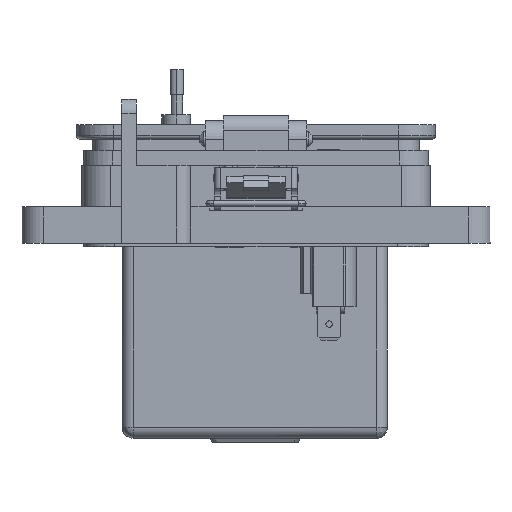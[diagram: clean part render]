
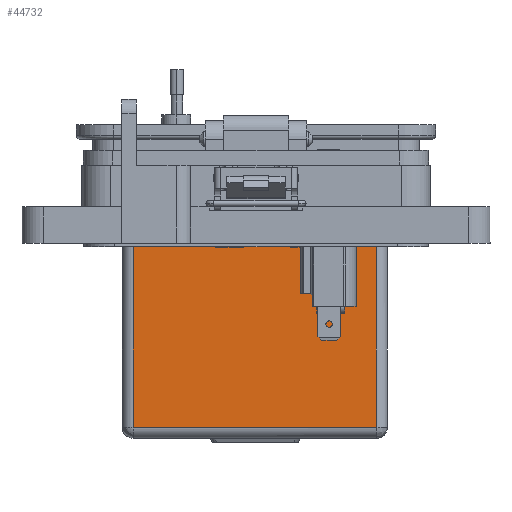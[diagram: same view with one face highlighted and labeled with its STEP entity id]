
A CAD part, front view. The second image highlights one B-rep face of the part: STEP entity #44732.
In plain terms, the highlighted planar face has unit normal (0, -1, 0).
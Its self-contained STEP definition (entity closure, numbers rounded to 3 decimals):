
#2519 = CARTESIAN_POINT ( 'NONE',  ( -5.093, -45.612, -65.552 ) ) ;
#3397 = VECTOR ( 'NONE', #5629, 1000. ) ;
#4846 = CARTESIAN_POINT ( 'NONE',  ( -72.146, -45.612, -65.552 ) ) ;
#5049 = VERTEX_POINT ( 'NONE', #28435 ) ;
#5629 = DIRECTION ( 'NONE',  ( -1., 0., 0. ) ) ;
#6133 = VERTEX_POINT ( 'NONE', #48977 ) ;
#8102 = EDGE_CURVE ( 'NONE', #5049, #17231, #28972, .T. ) ;
#8196 = LINE ( 'NONE', #4846, #60915 ) ;
#11502 = VECTOR ( 'NONE', #27092, 1000. ) ;
#12628 = ORIENTED_EDGE ( 'NONE', *, *, #21502, .F. ) ;
#15491 = LINE ( 'NONE', #28745, #25836 ) ;
#17231 = VERTEX_POINT ( 'NONE', #48947 ) ;
#17944 = DIRECTION ( 'NONE',  ( 0., -1., 0. ) ) ;
#21502 = EDGE_CURVE ( 'NONE', #5049, #26213, #25086, .T. ) ;
#24912 = CARTESIAN_POINT ( 'NONE',  ( -5.093, -45.612, -62.522 ) ) ;
#25086 = LINE ( 'NONE', #57703, #11502 ) ;
#25836 = VECTOR ( 'NONE', #54257, 1000. ) ;
#26213 = VERTEX_POINT ( 'NONE', #24912 ) ;
#27092 = DIRECTION ( 'NONE',  ( 0., 0., -1. ) ) ;
#28435 = CARTESIAN_POINT ( 'NONE',  ( -5.093, -45.612, -12.212 ) ) ;
#28745 = CARTESIAN_POINT ( 'NONE',  ( -21.856, -45.612, -62.522 ) ) ;
#28972 = LINE ( 'NONE', #36199, #3397 ) ;
#31439 = EDGE_LOOP ( 'NONE', ( #58249, #38617, #39374, #12628 ) ) ;
#36199 = CARTESIAN_POINT ( 'NONE',  ( -2.825, -45.612, -12.212 ) ) ;
#38617 = ORIENTED_EDGE ( 'NONE', *, *, #58751, .F. ) ;
#39374 = ORIENTED_EDGE ( 'NONE', *, *, #39668, .F. ) ;
#39668 = EDGE_CURVE ( 'NONE', #26213, #6133, #15491, .T. ) ;
#40524 = DIRECTION ( 'NONE',  ( 0., 0., 1. ) ) ;
#44732 = ADVANCED_FACE ( 'NONE', ( #65914 ), #48519, .T. ) ;
#45039 = AXIS2_PLACEMENT_3D ( 'NONE', #2519, #17944, #53687 ) ;
#48519 = PLANE ( 'NONE',  #45039 ) ;
#48947 = CARTESIAN_POINT ( 'NONE',  ( -72.146, -45.612, -12.212 ) ) ;
#48977 = CARTESIAN_POINT ( 'NONE',  ( -72.146, -45.612, -62.522 ) ) ;
#53687 = DIRECTION ( 'NONE',  ( 1., 0., 0. ) ) ;
#54257 = DIRECTION ( 'NONE',  ( -1., 0., 0. ) ) ;
#57703 = CARTESIAN_POINT ( 'NONE',  ( -5.093, -45.612, -65.552 ) ) ;
#58249 = ORIENTED_EDGE ( 'NONE', *, *, #8102, .T. ) ;
#58751 = EDGE_CURVE ( 'NONE', #6133, #17231, #8196, .T. ) ;
#60915 = VECTOR ( 'NONE', #40524, 1000. ) ;
#65914 = FACE_OUTER_BOUND ( 'NONE', #31439, .T. ) ;
